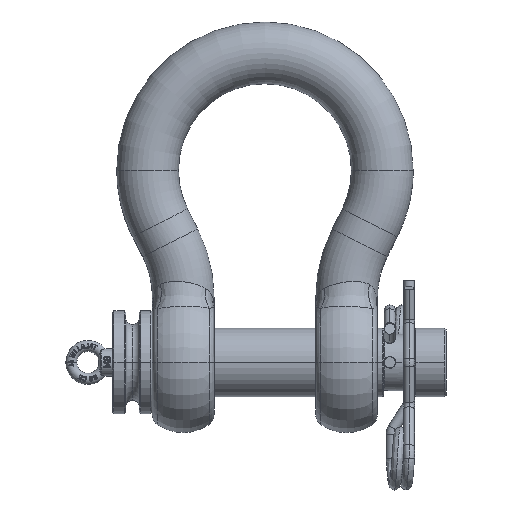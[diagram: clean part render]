
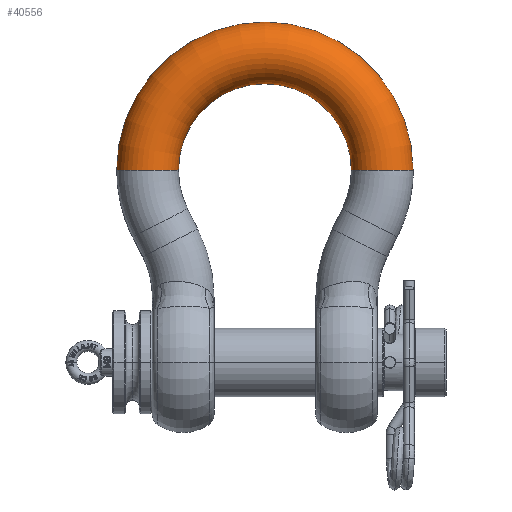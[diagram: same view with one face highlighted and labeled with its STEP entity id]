
A CAD part, top view. The second image highlights one B-rep face of the part: STEP entity #40556.
In plain terms, the highlighted toroidal (fillet/blend) face has major radius 85.5 mm and minor radius 22.5 mm.
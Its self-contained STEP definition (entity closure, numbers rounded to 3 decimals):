
#331 = DIRECTION ( 'NONE',  ( 0., 0., 1. ) ) ;
#2440 = CARTESIAN_POINT ( 'NONE',  ( 63., 0., 0. ) ) ;
#3073 = CARTESIAN_POINT ( 'NONE',  ( -108., 0., 0. ) ) ;
#3204 = FACE_OUTER_BOUND ( 'NONE', #58867, .T. ) ;
#4258 = DIRECTION ( 'NONE',  ( 0., 0., 1. ) ) ;
#8388 = ORIENTED_EDGE ( 'NONE', *, *, #48809, .F. ) ;
#9628 = CIRCLE ( 'NONE', #29544, 108. ) ;
#10725 = DIRECTION ( 'NONE',  ( 0., 1., 0. ) ) ;
#14219 = EDGE_CURVE ( 'NONE', #46608, #18647, #15649, .T. ) ;
#15649 = CIRCLE ( 'NONE', #37518, 22.5 ) ;
#16602 = CIRCLE ( 'NONE', #45481, 63. ) ;
#17296 = DIRECTION ( 'NONE',  ( 1., 0., 0. ) ) ;
#18166 = EDGE_CURVE ( 'NONE', #46608, #43667, #9628, .T. ) ;
#18647 = VERTEX_POINT ( 'NONE', #2440 ) ;
#20046 = CIRCLE ( 'NONE', #28584, 22.5 ) ;
#25721 = DIRECTION ( 'NONE',  ( 0., -1., 0. ) ) ;
#26375 = EDGE_CURVE ( 'NONE', #43667, #34038, #20046, .T. ) ;
#28541 = CARTESIAN_POINT ( 'NONE',  ( 0., 0., 0. ) ) ;
#28584 = AXIS2_PLACEMENT_3D ( 'NONE', #38828, #10725, #43584 ) ;
#29544 = AXIS2_PLACEMENT_3D ( 'NONE', #28541, #331, #33229 ) ;
#32404 = CARTESIAN_POINT ( 'NONE',  ( 0., 0., 0. ) ) ;
#33229 = DIRECTION ( 'NONE',  ( 1., 0., 0. ) ) ;
#34038 = VERTEX_POINT ( 'NONE', #56928 ) ;
#34082 = CARTESIAN_POINT ( 'NONE',  ( 108., 0., 0. ) ) ;
#35926 = ORIENTED_EDGE ( 'NONE', *, *, #26375, .T. ) ;
#37137 = DIRECTION ( 'NONE',  ( 1., 0., 0. ) ) ;
#37518 = AXIS2_PLACEMENT_3D ( 'NONE', #53792, #25721, #58466 ) ;
#38487 = ORIENTED_EDGE ( 'NONE', *, *, #14219, .F. ) ;
#38828 = CARTESIAN_POINT ( 'NONE',  ( -85.5, 0., 0. ) ) ;
#39398 = AXIS2_PLACEMENT_3D ( 'NONE', #45453, #59321, #17296 ) ;
#40556 = ADVANCED_FACE ( 'NONE', ( #3204 ), #53125, .T. ) ;
#43584 = DIRECTION ( 'NONE',  ( -1., 0., 0. ) ) ;
#43667 = VERTEX_POINT ( 'NONE', #3073 ) ;
#45453 = CARTESIAN_POINT ( 'NONE',  ( 0., 0., 0. ) ) ;
#45481 = AXIS2_PLACEMENT_3D ( 'NONE', #32404, #4258, #37137 ) ;
#46608 = VERTEX_POINT ( 'NONE', #34082 ) ;
#48809 = EDGE_CURVE ( 'NONE', #18647, #34038, #16602, .T. ) ;
#53125 = TOROIDAL_SURFACE ( 'NONE', #39398, 85.5, 22.5 ) ;
#53792 = CARTESIAN_POINT ( 'NONE',  ( 85.5, 0., 0. ) ) ;
#56928 = CARTESIAN_POINT ( 'NONE',  ( -63., 0., 0. ) ) ;
#57446 = ORIENTED_EDGE ( 'NONE', *, *, #18166, .T. ) ;
#58466 = DIRECTION ( 'NONE',  ( 0., 0., -1. ) ) ;
#58867 = EDGE_LOOP ( 'NONE', ( #38487, #57446, #35926, #8388 ) ) ;
#59321 = DIRECTION ( 'NONE',  ( 0., 0., 1. ) ) ;
